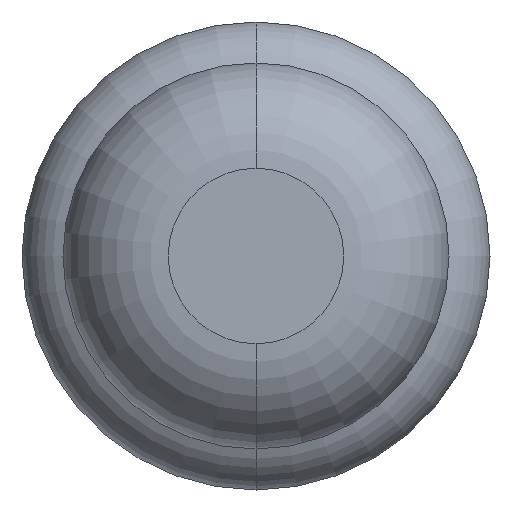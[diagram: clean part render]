
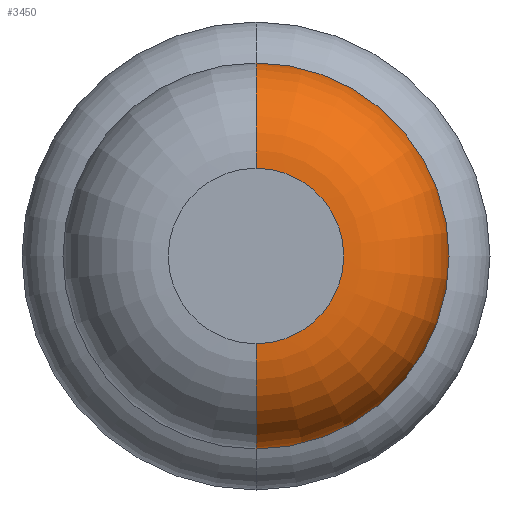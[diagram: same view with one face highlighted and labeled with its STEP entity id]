
A CAD part, front view. The second image highlights one B-rep face of the part: STEP entity #3450.
In plain terms, the highlighted toroidal (fillet/blend) face has major radius 0.375 mm and minor radius 0.45 mm.
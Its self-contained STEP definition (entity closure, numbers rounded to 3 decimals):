
#30 = ORIENTED_EDGE ( 'NONE', *, *, #2510, .T. ) ;
#77 = AXIS2_PLACEMENT_3D ( 'NONE', #3525, #3555, #1112 ) ;
#203 = DIRECTION ( 'NONE',  ( 0., 1., 0. ) ) ;
#275 = ORIENTED_EDGE ( 'NONE', *, *, #439, .T. ) ;
#287 = AXIS2_PLACEMENT_3D ( 'NONE', #3888, #2948, #1383 ) ;
#439 = EDGE_CURVE ( 'Defeature ausgef�hrt1_2+Defeature ausgef�hrt1_1+Defeature ausgef�hrt1_1+Defeature ausgef�hrt1_1', #3233, #3711, #2806, .T. ) ;
#454 = DIRECTION ( 'NONE',  ( 0., 0., 1. ) ) ;
#491 = CARTESIAN_POINT ( 'NONE',  ( 0., -23.55, 0. ) ) ;
#598 = CARTESIAN_POINT ( 'NONE',  ( 0., -23.55, -0.375 ) ) ;
#886 = EDGE_LOOP ( 'NONE', ( #275, #30, #2441, #2179 ) ) ;
#959 = EDGE_CURVE ( 'Defeature ausgef�hrt1_3+Defeature ausgef�hrt1_2+Defeature ausgef�hrt1_2+Defeature ausgef�hrt1_2', #1710, #2568, #2956, .T. ) ;
#1112 = DIRECTION ( 'NONE',  ( 0., 0., 1. ) ) ;
#1198 = EDGE_CURVE ( 'NONE', #3233, #1710, #3253, .T. ) ;
#1383 = DIRECTION ( 'NONE',  ( 0., 0., 1. ) ) ;
#1474 = DIRECTION ( 'NONE',  ( 1., 0., 0. ) ) ;
#1578 = DIRECTION ( 'NONE',  ( 0., 1., 0. ) ) ;
#1603 = AXIS2_PLACEMENT_3D ( 'NONE', #598, #1474, #2731 ) ;
#1710 = VERTEX_POINT ( 'NONE', #2243 ) ;
#1839 = CIRCLE ( 'NONE', #1603, 0.45 ) ;
#1872 = CARTESIAN_POINT ( 'NONE',  ( 0., -23.55, -0.825 ) ) ;
#2088 = FACE_OUTER_BOUND ( 'NONE', #886, .T. ) ;
#2089 = CARTESIAN_POINT ( 'NONE',  ( 0., -24., 0.375 ) ) ;
#2161 = AXIS2_PLACEMENT_3D ( 'NONE', #491, #203, #454 ) ;
#2179 = ORIENTED_EDGE ( 'NONE', *, *, #1198, .F. ) ;
#2243 = CARTESIAN_POINT ( 'NONE',  ( 0., -23.55, 0.825 ) ) ;
#2441 = ORIENTED_EDGE ( 'NONE', *, *, #959, .F. ) ;
#2510 = EDGE_CURVE ( 'NONE', #3711, #2568, #1839, .T. ) ;
#2568 = VERTEX_POINT ( 'NONE', #1872 ) ;
#2731 = DIRECTION ( 'NONE',  ( 0., 0., -1. ) ) ;
#2772 = CARTESIAN_POINT ( 'NONE',  ( 0., -23.55, 0. ) ) ;
#2806 = CIRCLE ( 'NONE', #287, 0.375 ) ;
#2948 = DIRECTION ( 'NONE',  ( 0., 1., 0. ) ) ;
#2956 = CIRCLE ( 'NONE', #3573, 0.825 ) ;
#3078 = CARTESIAN_POINT ( 'NONE',  ( 0., -24., -0.375 ) ) ;
#3095 = DIRECTION ( 'NONE',  ( 0., 0., 1. ) ) ;
#3233 = VERTEX_POINT ( 'NONE', #2089 ) ;
#3253 = CIRCLE ( 'NONE', #77, 0.45 ) ;
#3450 = ADVANCED_FACE ( 'Defeature ausgef�hrt1_2', ( #2088 ), #3660, .T. ) ;
#3525 = CARTESIAN_POINT ( 'NONE',  ( 0., -23.55, 0.375 ) ) ;
#3555 = DIRECTION ( 'NONE',  ( -1., 0., 0. ) ) ;
#3573 = AXIS2_PLACEMENT_3D ( 'NONE', #2772, #1578, #3095 ) ;
#3660 = TOROIDAL_SURFACE ( 'NONE', #2161, 0.375, 0.45 ) ;
#3711 = VERTEX_POINT ( 'NONE', #3078 ) ;
#3888 = CARTESIAN_POINT ( 'NONE',  ( 0., -24., 0. ) ) ;
